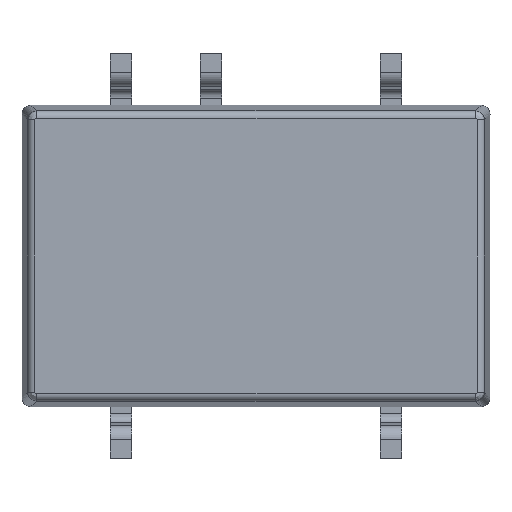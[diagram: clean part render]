
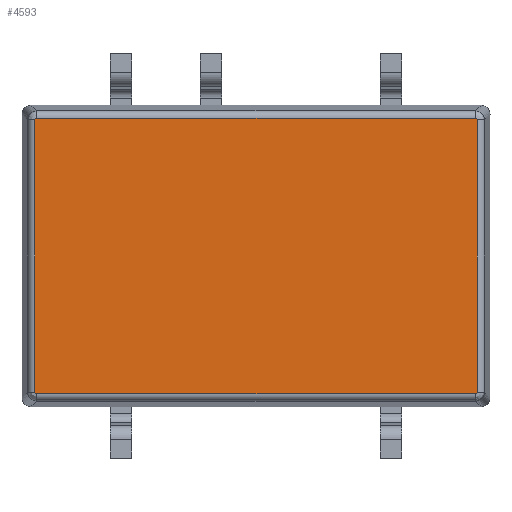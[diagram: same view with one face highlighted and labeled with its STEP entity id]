
A CAD part, front view. The second image highlights one B-rep face of the part: STEP entity #4593.
In plain terms, the highlighted planar face has unit normal (0, -1, 0).
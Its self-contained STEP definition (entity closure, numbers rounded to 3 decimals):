
#56=B_SPLINE_CURVE_WITH_KNOTS('',3,(#6264,#6265,#6266,#6267),
 .UNSPECIFIED.,.F.,.F.,(4,4),(0.,1.),.UNSPECIFIED.);
#63=B_SPLINE_CURVE_WITH_KNOTS('',3,(#6497,#6498,#6499,#6500),
 .UNSPECIFIED.,.F.,.F.,(4,4),(0.,1.),.UNSPECIFIED.);
#66=B_SPLINE_CURVE_WITH_KNOTS('',3,(#6515,#6516,#6517,#6518),
 .UNSPECIFIED.,.F.,.F.,(4,4),(0.,1.),.UNSPECIFIED.);
#67=B_SPLINE_CURVE_WITH_KNOTS('',3,(#6522,#6523,#6524,#6525),
 .UNSPECIFIED.,.F.,.F.,(4,4),(0.,1.),.UNSPECIFIED.);
#106=PLANE('',#4834);
#277=LINE('',#6190,#631);
#318=LINE('',#6512,#672);
#319=LINE('',#6514,#673);
#320=LINE('',#6520,#674);
#631=VECTOR('',#5194,1000.);
#672=VECTOR('',#5283,1000.);
#673=VECTOR('',#5286,1000.);
#674=VECTOR('',#5287,1000.);
#1135=ORIENTED_EDGE('',*,*,#2091,.T.);
#1136=ORIENTED_EDGE('',*,*,#2095,.T.);
#1137=ORIENTED_EDGE('',*,*,#2036,.T.);
#1138=ORIENTED_EDGE('',*,*,#2034,.T.);
#1139=ORIENTED_EDGE('',*,*,#2096,.T.);
#1140=ORIENTED_EDGE('',*,*,#2097,.T.);
#1141=ORIENTED_EDGE('',*,*,#2098,.T.);
#1142=ORIENTED_EDGE('',*,*,#2094,.T.);
#2034=EDGE_CURVE('',#2539,#2538,#277,.T.);
#2036=EDGE_CURVE('',#2540,#2539,#56,.T.);
#2091=EDGE_CURVE('',#2574,#2573,#63,.T.);
#2094=EDGE_CURVE('',#2575,#2574,#318,.T.);
#2095=EDGE_CURVE('',#2573,#2540,#319,.T.);
#2096=EDGE_CURVE('',#2538,#2576,#66,.T.);
#2097=EDGE_CURVE('',#2576,#2577,#320,.T.);
#2098=EDGE_CURVE('',#2577,#2575,#67,.T.);
#2538=VERTEX_POINT('',#6189);
#2539=VERTEX_POINT('',#6191);
#2540=VERTEX_POINT('',#6268);
#2573=VERTEX_POINT('',#6496);
#2574=VERTEX_POINT('',#6501);
#2575=VERTEX_POINT('',#6511);
#2576=VERTEX_POINT('',#6519);
#2577=VERTEX_POINT('',#6521);
#2943=EDGE_LOOP('',(#1135,#1136,#1137,#1138,#1139,#1140,#1141,#1142));
#3164=FACE_BOUND('',#2943,.T.);
#4593=ADVANCED_FACE('',(#3164),#106,.T.);
#4834=AXIS2_PLACEMENT_3D('',#6513,#5284,#5285);
#5194=DIRECTION('',(0.,0.,1.));
#5283=DIRECTION('',(0.,0.,-1.));
#5284=DIRECTION('',(0.,-1.,0.));
#5285=DIRECTION('',(0.,0.,1.));
#5286=DIRECTION('',(1.,0.,0.));
#5287=DIRECTION('',(-1.,0.,0.));
#6189=CARTESIAN_POINT('',(6.242,-2.,3.841));
#6190=CARTESIAN_POINT('',(6.242,-2.,-3.841));
#6191=CARTESIAN_POINT('',(6.242,-2.,-3.841));
#6264=CARTESIAN_POINT('',(6.191,-2.,-3.892));
#6265=CARTESIAN_POINT('',(6.218,-2.,-3.888));
#6266=CARTESIAN_POINT('',(6.235,-2.,-3.871));
#6267=CARTESIAN_POINT('',(6.242,-2.,-3.841));
#6268=CARTESIAN_POINT('',(6.191,-2.,-3.892));
#6496=CARTESIAN_POINT('',(-6.191,-2.,-3.892));
#6497=CARTESIAN_POINT('',(-6.242,-2.,-3.841));
#6498=CARTESIAN_POINT('',(-6.238,-2.,-3.868));
#6499=CARTESIAN_POINT('',(-6.221,-2.,-3.885));
#6500=CARTESIAN_POINT('',(-6.191,-2.,-3.892));
#6501=CARTESIAN_POINT('',(-6.242,-2.,-3.841));
#6511=CARTESIAN_POINT('',(-6.242,-2.,3.841));
#6512=CARTESIAN_POINT('',(-6.242,-2.,3.841));
#6513=CARTESIAN_POINT('',(0.,-2.,-4.25));
#6514=CARTESIAN_POINT('',(-6.191,-2.,-3.892));
#6515=CARTESIAN_POINT('',(6.242,-2.,3.841));
#6516=CARTESIAN_POINT('',(6.241,-2.,3.865));
#6517=CARTESIAN_POINT('',(6.22,-2.,3.891));
#6518=CARTESIAN_POINT('',(6.191,-2.,3.892));
#6519=CARTESIAN_POINT('',(6.191,-2.,3.892));
#6520=CARTESIAN_POINT('',(6.191,-2.,3.892));
#6521=CARTESIAN_POINT('',(-6.191,-2.,3.892));
#6522=CARTESIAN_POINT('',(-6.191,-2.,3.892));
#6523=CARTESIAN_POINT('',(-6.215,-2.,3.891));
#6524=CARTESIAN_POINT('',(-6.241,-2.,3.87));
#6525=CARTESIAN_POINT('',(-6.242,-2.,3.841));
